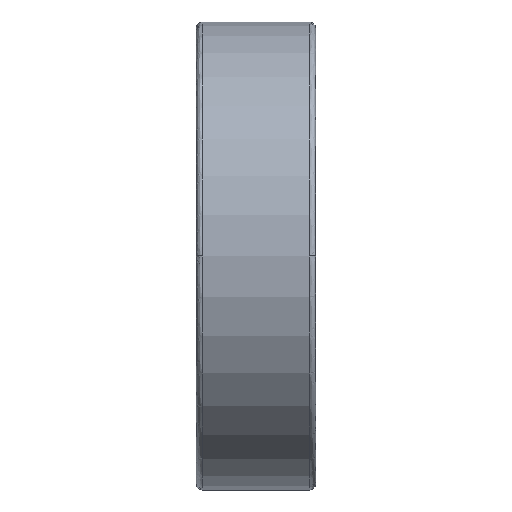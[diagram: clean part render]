
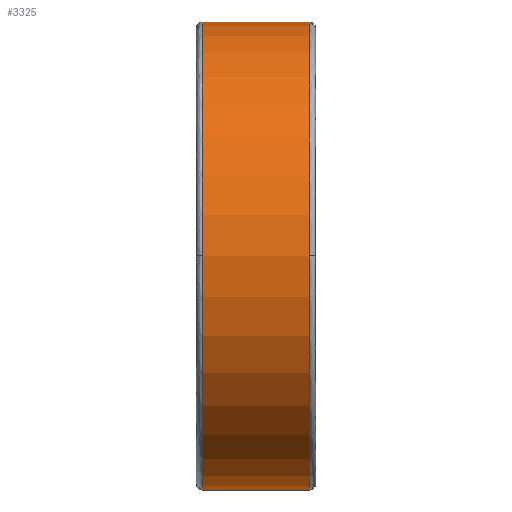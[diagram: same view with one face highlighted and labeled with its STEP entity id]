
A CAD part, front view. The second image highlights one B-rep face of the part: STEP entity #3325.
In plain terms, the highlighted cylindrical face has radius 23.5 mm (diameter 47 mm), a partial arc.
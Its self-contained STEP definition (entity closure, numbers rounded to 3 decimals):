
#26 = CIRCLE ( 'NONE', #5619, 23.5 ) ;
#85 = EDGE_LOOP ( 'NONE', ( #693, #2814, #4656, #5099, #1191, #3802 ) ) ;
#154 = VERTEX_POINT ( 'NONE', #4333 ) ;
#450 = CIRCLE ( 'NONE', #2330, 23.5 ) ;
#650 = EDGE_CURVE ( 'NONE', #3454, #154, #4462, .T. ) ;
#693 = ORIENTED_EDGE ( 'NONE', *, *, #650, .F. ) ;
#704 = VERTEX_POINT ( 'NONE', #3708 ) ;
#760 = CARTESIAN_POINT ( 'NONE',  ( 0.6, -23.5, 0. ) ) ;
#1011 = DIRECTION ( 'NONE',  ( -1., 0., 0. ) ) ;
#1188 = DIRECTION ( 'NONE',  ( -1., 0., 0. ) ) ;
#1191 = ORIENTED_EDGE ( 'NONE', *, *, #4323, .T. ) ;
#1247 = DIRECTION ( 'NONE',  ( 0., 0., -1. ) ) ;
#1461 = VERTEX_POINT ( 'NONE', #2187 ) ;
#1732 = LINE ( 'NONE', #3562, #4939 ) ;
#1941 = CARTESIAN_POINT ( 'NONE',  ( 0.6, 0., -23.5 ) ) ;
#1982 = CARTESIAN_POINT ( 'NONE',  ( 0.6, 0., 0. ) ) ;
#2150 = EDGE_CURVE ( 'NONE', #3454, #2934, #5077, .T. ) ;
#2187 = CARTESIAN_POINT ( 'NONE',  ( 11.4, 0., -23.5 ) ) ;
#2330 = AXIS2_PLACEMENT_3D ( 'NONE', #3764, #4216, #2372 ) ;
#2372 = DIRECTION ( 'NONE',  ( 0., 0., -1. ) ) ;
#2509 = VERTEX_POINT ( 'NONE', #1941 ) ;
#2808 = DIRECTION ( 'NONE',  ( 0., 0., -1. ) ) ;
#2814 = ORIENTED_EDGE ( 'NONE', *, *, #2150, .T. ) ;
#2845 = EDGE_CURVE ( 'NONE', #2509, #1461, #1732, .T. ) ;
#2934 = VERTEX_POINT ( 'NONE', #760 ) ;
#2965 = AXIS2_PLACEMENT_3D ( 'NONE', #4888, #3074, #1247 ) ;
#2969 = CYLINDRICAL_SURFACE ( 'NONE', #2965, 23.5 ) ;
#3074 = DIRECTION ( 'NONE',  ( 1., 0., 0. ) ) ;
#3170 = AXIS2_PLACEMENT_3D ( 'NONE', #4634, #1011, #2808 ) ;
#3325 = ADVANCED_FACE ( 'NONE', ( #3340 ), #2969, .T. ) ;
#3340 = FACE_OUTER_BOUND ( 'NONE', #85, .T. ) ;
#3454 = VERTEX_POINT ( 'NONE', #5680 ) ;
#3562 = CARTESIAN_POINT ( 'NONE',  ( 6., 0., -23.5 ) ) ;
#3708 = CARTESIAN_POINT ( 'NONE',  ( 11.4, -23.5, 0. ) ) ;
#3764 = CARTESIAN_POINT ( 'NONE',  ( 0.6, 0., 0. ) ) ;
#3802 = ORIENTED_EDGE ( 'NONE', *, *, #4253, .T. ) ;
#4055 = CIRCLE ( 'NONE', #3170, 23.5 ) ;
#4216 = DIRECTION ( 'NONE',  ( 1., 0., 0. ) ) ;
#4253 = EDGE_CURVE ( 'NONE', #704, #154, #4055, .T. ) ;
#4275 = EDGE_CURVE ( 'NONE', #2934, #2509, #450, .T. ) ;
#4323 = EDGE_CURVE ( 'NONE', #1461, #704, #26, .T. ) ;
#4333 = CARTESIAN_POINT ( 'NONE',  ( 11.4, 0., 23.5 ) ) ;
#4394 = CARTESIAN_POINT ( 'NONE',  ( 11.4, 0., 0. ) ) ;
#4462 = LINE ( 'NONE', #5049, #4734 ) ;
#4634 = CARTESIAN_POINT ( 'NONE',  ( 11.4, 0., 0. ) ) ;
#4656 = ORIENTED_EDGE ( 'NONE', *, *, #4275, .T. ) ;
#4734 = VECTOR ( 'NONE', #5430, 1000. ) ;
#4806 = AXIS2_PLACEMENT_3D ( 'NONE', #1982, #5170, #5599 ) ;
#4820 = DIRECTION ( 'NONE',  ( 0., 0., -1. ) ) ;
#4888 = CARTESIAN_POINT ( 'NONE',  ( 6., 0., 0. ) ) ;
#4939 = VECTOR ( 'NONE', #5354, 1000. ) ;
#5049 = CARTESIAN_POINT ( 'NONE',  ( 6., 0., 23.5 ) ) ;
#5077 = CIRCLE ( 'NONE', #4806, 23.5 ) ;
#5099 = ORIENTED_EDGE ( 'NONE', *, *, #2845, .T. ) ;
#5170 = DIRECTION ( 'NONE',  ( 1., 0., 0. ) ) ;
#5354 = DIRECTION ( 'NONE',  ( 1., 0., 0. ) ) ;
#5430 = DIRECTION ( 'NONE',  ( 1., 0., 0. ) ) ;
#5599 = DIRECTION ( 'NONE',  ( 0., 0., -1. ) ) ;
#5619 = AXIS2_PLACEMENT_3D ( 'NONE', #4394, #1188, #4820 ) ;
#5680 = CARTESIAN_POINT ( 'NONE',  ( 0.6, 0., 23.5 ) ) ;
